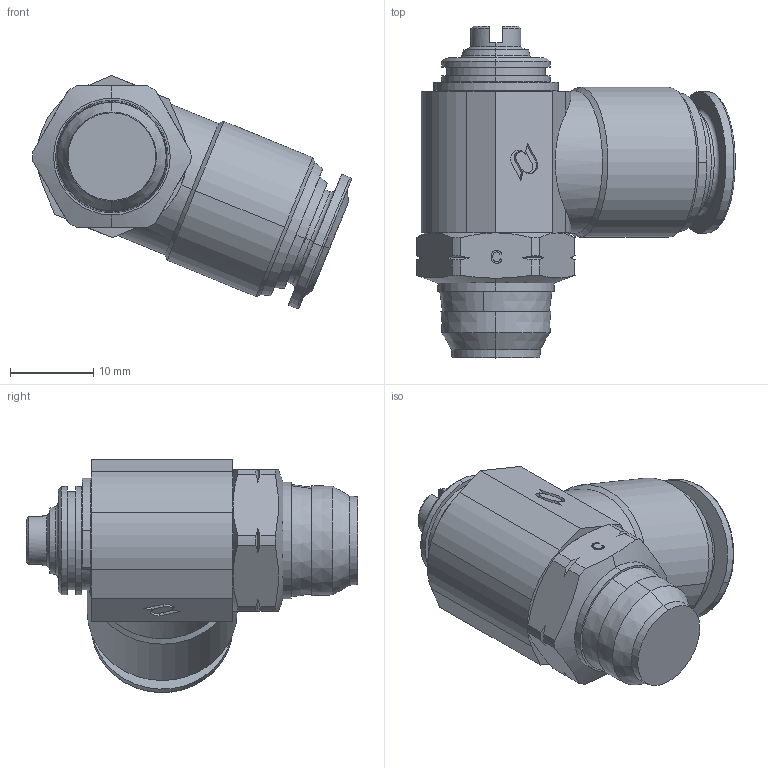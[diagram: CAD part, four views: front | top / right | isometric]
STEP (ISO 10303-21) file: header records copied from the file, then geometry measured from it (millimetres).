
FILE_DESCRIPTION (( 'STEP AP214' ), '1' );
FILE_NAME ('5790100017A.step', '2012-10-22T17:39:34', ( '' ), ( '' ), 'SwSTEP 2.0', 'SolidWorks 2012', '' );
FILE_SCHEMA (( 'AUTOMOTIVE_DESIGN' ));
Length unit declared in the file: millimetre
Products named in the file (1): 5790100017A
Bounding box: 38.23 x 39.84 x 27.98 mm (x, y, z)
Volume: 11756.7 mm3; surface area: 5483.6 mm2
Topology: 1 solids, 1 shells, 229 faces, 554 edges, 344 vertices
Faces by surface type: cylinder 76, plane 63, cone 60, torus 22, bspline 8
Entity records: 8619 total; most frequent: CARTESIAN_POINT 2046, DIRECTION 1184, ORIENTED_EDGE 1108, EDGE_CURVE 554, AXIS2_PLACEMENT_3D 478, VERTEX_POINT 344, CIRCLE 256, EDGE_LOOP 248
